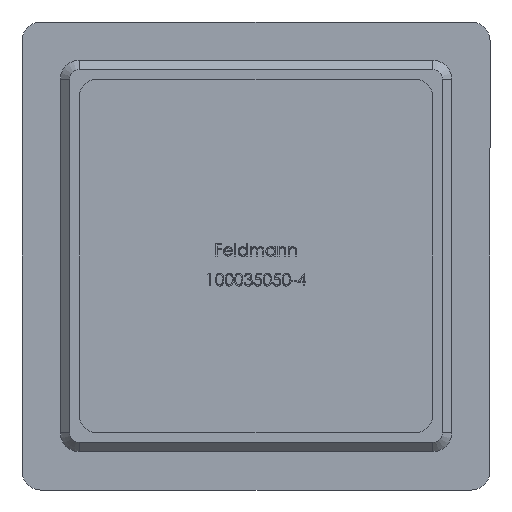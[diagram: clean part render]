
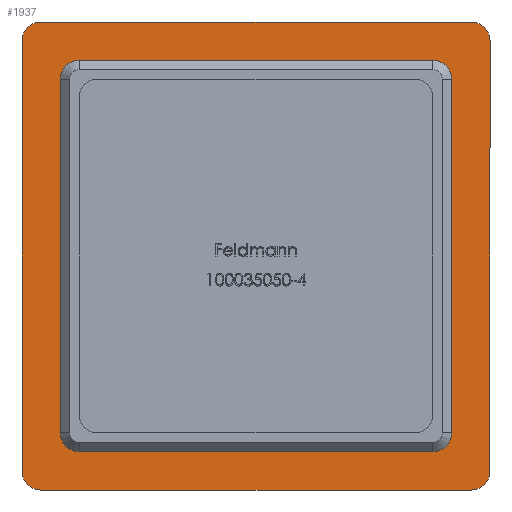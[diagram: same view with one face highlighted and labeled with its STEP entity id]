
A CAD part, front view. The second image highlights one B-rep face of the part: STEP entity #1937.
In plain terms, the highlighted planar face has unit normal (0, -1, 0).
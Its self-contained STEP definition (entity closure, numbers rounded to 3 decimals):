
#6 = CARTESIAN_POINT ( 'NONE',  ( -23., 0., 25. ) ) ;
#98 = ORIENTED_EDGE ( 'NONE', *, *, #12138, .F. ) ;
#140 = CARTESIAN_POINT ( 'NONE',  ( -25., 0., -25. ) ) ;
#365 = VERTEX_POINT ( 'NONE', #6 ) ;
#458 = EDGE_CURVE ( 'NONE', #2086, #553, #13262, .T. ) ;
#495 = CARTESIAN_POINT ( 'NONE',  ( 25., 0., -25. ) ) ;
#553 = VERTEX_POINT ( 'NONE', #1184 ) ;
#627 = VERTEX_POINT ( 'NONE', #6508 ) ;
#892 = CIRCLE ( 'NONE', #11528, 2. ) ;
#1011 = VERTEX_POINT ( 'NONE', #3526 ) ;
#1100 = DIRECTION ( 'NONE',  ( 0., 0., 1. ) ) ;
#1184 = CARTESIAN_POINT ( 'NONE',  ( 20.9, 0., 18.9 ) ) ;
#1233 = LINE ( 'NONE', #495, #13563 ) ;
#1414 = DIRECTION ( 'NONE',  ( 0., 1., 0. ) ) ;
#1589 = EDGE_CURVE ( 'NONE', #11444, #7976, #2838, .T. ) ;
#1629 = LINE ( 'NONE', #140, #6662 ) ;
#1640 = VERTEX_POINT ( 'NONE', #14499 ) ;
#1671 = DIRECTION ( 'NONE',  ( 1., 0., 0. ) ) ;
#1693 = VECTOR ( 'NONE', #1671, 1000. ) ;
#1726 = CARTESIAN_POINT ( 'NONE',  ( -18.9, 0., -20.9 ) ) ;
#1845 = AXIS2_PLACEMENT_3D ( 'NONE', #4704, #13286, #5938 ) ;
#1937 = ADVANCED_FACE ( 'NONE', ( #8655, #5166 ), #10704, .F. ) ;
#1964 = LINE ( 'NONE', #8370, #10841 ) ;
#2086 = VERTEX_POINT ( 'NONE', #13348 ) ;
#2139 = AXIS2_PLACEMENT_3D ( 'NONE', #5001, #2560, #14767 ) ;
#2312 = ORIENTED_EDGE ( 'NONE', *, *, #3761, .T. ) ;
#2335 = CARTESIAN_POINT ( 'NONE',  ( 20.9, 0., 20.9 ) ) ;
#2517 = CARTESIAN_POINT ( 'NONE',  ( 18.9, 0., 18.9 ) ) ;
#2560 = DIRECTION ( 'NONE',  ( 0., -1., 0. ) ) ;
#2647 = LINE ( 'NONE', #4265, #1693 ) ;
#2700 = CARTESIAN_POINT ( 'NONE',  ( 25., 0., 23. ) ) ;
#2838 = CIRCLE ( 'NONE', #11943, 2. ) ;
#2844 = VERTEX_POINT ( 'NONE', #7055 ) ;
#2948 = LINE ( 'NONE', #12240, #4530 ) ;
#2956 = ORIENTED_EDGE ( 'NONE', *, *, #10826, .T. ) ;
#2969 = CIRCLE ( 'NONE', #2139, 2. ) ;
#3087 = DIRECTION ( 'NONE',  ( 0., 0., -1. ) ) ;
#3114 = EDGE_LOOP ( 'NONE', ( #10123, #10341, #8711, #5977, #98, #9756, #10653, #6752 ) ) ;
#3410 = ORIENTED_EDGE ( 'NONE', *, *, #7677, .F. ) ;
#3526 = CARTESIAN_POINT ( 'NONE',  ( -23., 0., -25. ) ) ;
#3640 = ORIENTED_EDGE ( 'NONE', *, *, #6907, .F. ) ;
#3696 = DIRECTION ( 'NONE',  ( 0., 0., 1. ) ) ;
#3761 = EDGE_CURVE ( 'NONE', #365, #627, #892, .T. ) ;
#3869 = CARTESIAN_POINT ( 'NONE',  ( -18.9, 0., 18.9 ) ) ;
#3878 = LINE ( 'NONE', #7906, #9708 ) ;
#3917 = DIRECTION ( 'NONE',  ( 0., 0., 1. ) ) ;
#4265 = CARTESIAN_POINT ( 'NONE',  ( -25., 0., 25. ) ) ;
#4299 = VERTEX_POINT ( 'NONE', #8153 ) ;
#4427 = DIRECTION ( 'NONE',  ( 0., 0., 1. ) ) ;
#4456 = CARTESIAN_POINT ( 'NONE',  ( -20.9, 0., 20.9 ) ) ;
#4530 = VECTOR ( 'NONE', #11170, 1000. ) ;
#4704 = CARTESIAN_POINT ( 'NONE',  ( 23., 0., 23. ) ) ;
#4811 = EDGE_CURVE ( 'NONE', #8870, #2844, #14197, .T. ) ;
#4868 = DIRECTION ( 'NONE',  ( 1., 0., 0. ) ) ;
#4877 = AXIS2_PLACEMENT_3D ( 'NONE', #14075, #5969, #5921 ) ;
#4960 = DIRECTION ( 'NONE',  ( 0., 1., 0. ) ) ;
#5001 = CARTESIAN_POINT ( 'NONE',  ( 23., 0., -23. ) ) ;
#5013 = DIRECTION ( 'NONE',  ( -1., 0., 0. ) ) ;
#5166 = FACE_BOUND ( 'NONE', #3114, .T. ) ;
#5255 = CARTESIAN_POINT ( 'NONE',  ( -20.9, 0., 18.9 ) ) ;
#5494 = ORIENTED_EDGE ( 'NONE', *, *, #15788, .F. ) ;
#5785 = EDGE_LOOP ( 'NONE', ( #6571, #7882, #3640, #2956, #5494, #2312, #3410, #14304 ) ) ;
#5842 = CIRCLE ( 'NONE', #4877, 2. ) ;
#5857 = CARTESIAN_POINT ( 'NONE',  ( -25., 0., -23. ) ) ;
#5862 = AXIS2_PLACEMENT_3D ( 'NONE', #14239, #13142, #9457 ) ;
#5921 = DIRECTION ( 'NONE',  ( 0., 0., 1. ) ) ;
#5938 = DIRECTION ( 'NONE',  ( 0., 0., 1. ) ) ;
#5969 = DIRECTION ( 'NONE',  ( 0., -1., 0. ) ) ;
#5977 = ORIENTED_EDGE ( 'NONE', *, *, #1589, .T. ) ;
#6071 = EDGE_CURVE ( 'NONE', #8870, #553, #12421, .T. ) ;
#6093 = EDGE_CURVE ( 'NONE', #4299, #1011, #1629, .T. ) ;
#6138 = EDGE_CURVE ( 'NONE', #9553, #2844, #14382, .T. ) ;
#6508 = CARTESIAN_POINT ( 'NONE',  ( -25., 0., 23. ) ) ;
#6571 = ORIENTED_EDGE ( 'NONE', *, *, #6093, .F. ) ;
#6662 = VECTOR ( 'NONE', #5013, 1000. ) ;
#6714 = EDGE_CURVE ( 'NONE', #4299, #9064, #2969, .T. ) ;
#6752 = ORIENTED_EDGE ( 'NONE', *, *, #6071, .T. ) ;
#6907 = EDGE_CURVE ( 'NONE', #13288, #9064, #1233, .T. ) ;
#7055 = CARTESIAN_POINT ( 'NONE',  ( -18.9, 0., 20.9 ) ) ;
#7524 = VERTEX_POINT ( 'NONE', #5857 ) ;
#7535 = CIRCLE ( 'NONE', #1845, 2. ) ;
#7677 = EDGE_CURVE ( 'NONE', #7524, #627, #2948, .T. ) ;
#7882 = ORIENTED_EDGE ( 'NONE', *, *, #6714, .T. ) ;
#7906 = CARTESIAN_POINT ( 'NONE',  ( -20.9, 0., 20.9 ) ) ;
#7976 = VERTEX_POINT ( 'NONE', #9788 ) ;
#8074 = CARTESIAN_POINT ( 'NONE',  ( -23., 0., 23. ) ) ;
#8153 = CARTESIAN_POINT ( 'NONE',  ( 23., 0., -25. ) ) ;
#8370 = CARTESIAN_POINT ( 'NONE',  ( -20.9, 0., -20.9 ) ) ;
#8459 = AXIS2_PLACEMENT_3D ( 'NONE', #2517, #4960, #11151 ) ;
#8655 = FACE_OUTER_BOUND ( 'NONE', #5785, .T. ) ;
#8711 = ORIENTED_EDGE ( 'NONE', *, *, #12690, .F. ) ;
#8870 = VERTEX_POINT ( 'NONE', #9015 ) ;
#9015 = CARTESIAN_POINT ( 'NONE',  ( 18.9, 0., 20.9 ) ) ;
#9064 = VERTEX_POINT ( 'NONE', #9790 ) ;
#9211 = DIRECTION ( 'NONE',  ( 0., 0., -1. ) ) ;
#9457 = DIRECTION ( 'NONE',  ( 0., 0., 1. ) ) ;
#9553 = VERTEX_POINT ( 'NONE', #5255 ) ;
#9594 = AXIS2_PLACEMENT_3D ( 'NONE', #3869, #1414, #3917 ) ;
#9659 = DIRECTION ( 'NONE',  ( 0., 1., 0. ) ) ;
#9708 = VECTOR ( 'NONE', #9211, 1000. ) ;
#9756 = ORIENTED_EDGE ( 'NONE', *, *, #6138, .T. ) ;
#9788 = CARTESIAN_POINT ( 'NONE',  ( -20.9, 0., -18.9 ) ) ;
#9790 = CARTESIAN_POINT ( 'NONE',  ( 25., 0., -23. ) ) ;
#9959 = EDGE_CURVE ( 'NONE', #7524, #1011, #5842, .T. ) ;
#10123 = ORIENTED_EDGE ( 'NONE', *, *, #458, .F. ) ;
#10341 = ORIENTED_EDGE ( 'NONE', *, *, #15147, .T. ) ;
#10396 = DIRECTION ( 'NONE',  ( 0., 0., 1. ) ) ;
#10547 = VECTOR ( 'NONE', #15844, 1000. ) ;
#10567 = DIRECTION ( 'NONE',  ( 0., 1., 0. ) ) ;
#10653 = ORIENTED_EDGE ( 'NONE', *, *, #4811, .F. ) ;
#10704 = PLANE ( 'NONE',  #5862 ) ;
#10826 = EDGE_CURVE ( 'NONE', #13288, #1640, #7535, .T. ) ;
#10841 = VECTOR ( 'NONE', #4868, 1000. ) ;
#11151 = DIRECTION ( 'NONE',  ( 0., 0., 1. ) ) ;
#11161 = AXIS2_PLACEMENT_3D ( 'NONE', #12011, #10567, #4427 ) ;
#11170 = DIRECTION ( 'NONE',  ( 0., 0., 1. ) ) ;
#11444 = VERTEX_POINT ( 'NONE', #1726 ) ;
#11528 = AXIS2_PLACEMENT_3D ( 'NONE', #8074, #12788, #10396 ) ;
#11943 = AXIS2_PLACEMENT_3D ( 'NONE', #12118, #9659, #1100 ) ;
#12011 = CARTESIAN_POINT ( 'NONE',  ( 18.9, 0., -18.9 ) ) ;
#12118 = CARTESIAN_POINT ( 'NONE',  ( -18.9, 0., -18.9 ) ) ;
#12138 = EDGE_CURVE ( 'NONE', #9553, #7976, #3878, .T. ) ;
#12240 = CARTESIAN_POINT ( 'NONE',  ( -25., 0., -25. ) ) ;
#12421 = CIRCLE ( 'NONE', #8459, 2. ) ;
#12690 = EDGE_CURVE ( 'NONE', #11444, #13881, #1964, .T. ) ;
#12788 = DIRECTION ( 'NONE',  ( 0., -1., 0. ) ) ;
#13142 = DIRECTION ( 'NONE',  ( 0., 1., 0. ) ) ;
#13262 = LINE ( 'NONE', #2335, #16033 ) ;
#13286 = DIRECTION ( 'NONE',  ( 0., -1., 0. ) ) ;
#13288 = VERTEX_POINT ( 'NONE', #2700 ) ;
#13348 = CARTESIAN_POINT ( 'NONE',  ( 20.9, 0., -18.9 ) ) ;
#13563 = VECTOR ( 'NONE', #3087, 1000. ) ;
#13825 = CIRCLE ( 'NONE', #11161, 2. ) ;
#13881 = VERTEX_POINT ( 'NONE', #14564 ) ;
#14075 = CARTESIAN_POINT ( 'NONE',  ( -23., 0., -23. ) ) ;
#14197 = LINE ( 'NONE', #4456, #10547 ) ;
#14239 = CARTESIAN_POINT ( 'NONE',  ( 0., 0., 0. ) ) ;
#14304 = ORIENTED_EDGE ( 'NONE', *, *, #9959, .T. ) ;
#14382 = CIRCLE ( 'NONE', #9594, 2. ) ;
#14499 = CARTESIAN_POINT ( 'NONE',  ( 23., 0., 25. ) ) ;
#14564 = CARTESIAN_POINT ( 'NONE',  ( 18.9, 0., -20.9 ) ) ;
#14767 = DIRECTION ( 'NONE',  ( 0., 0., 1. ) ) ;
#15147 = EDGE_CURVE ( 'NONE', #2086, #13881, #13825, .T. ) ;
#15788 = EDGE_CURVE ( 'NONE', #365, #1640, #2647, .T. ) ;
#15844 = DIRECTION ( 'NONE',  ( -1., 0., 0. ) ) ;
#16033 = VECTOR ( 'NONE', #3696, 1000. ) ;
